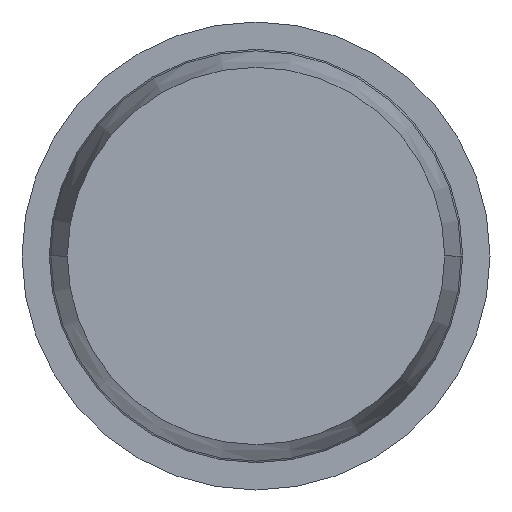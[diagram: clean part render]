
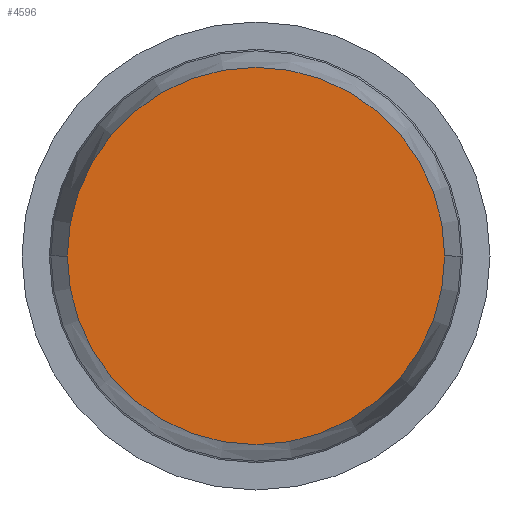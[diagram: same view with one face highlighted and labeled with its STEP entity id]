
A CAD part, front view. The second image highlights one B-rep face of the part: STEP entity #4596.
In plain terms, the highlighted planar face has unit normal (0, -1, 0).
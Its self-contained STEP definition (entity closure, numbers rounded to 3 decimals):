
#58 = EDGE_CURVE ( 'Defeature ausgef�hrt1_2+Defeature ausgef�hrt1_11+Defeature ausgef�hrt1_11+Defeature ausgef�hrt1_11', #3670, #4074, #1455, .T. ) ;
#326 = CARTESIAN_POINT ( 'NONE',  ( 0., -19., 0. ) ) ;
#976 = DIRECTION ( 'NONE',  ( 0., -1., 0. ) ) ;
#1083 = DIRECTION ( 'NONE',  ( 0., -1., 0. ) ) ;
#1105 = DIRECTION ( 'NONE',  ( 1., 0., 0. ) ) ;
#1393 = CARTESIAN_POINT ( 'NONE',  ( -1.209, -19., 0. ) ) ;
#1396 = AXIS2_PLACEMENT_3D ( 'NONE', #4880, #976, #4075 ) ;
#1455 = CIRCLE ( 'NONE', #1396, 1.209 ) ;
#1598 = ORIENTED_EDGE ( 'NONE', *, *, #1993, .T. ) ;
#1720 = AXIS2_PLACEMENT_3D ( 'NONE', #3839, #1856, #1105 ) ;
#1832 = DIRECTION ( 'NONE',  ( 1., 0., 0. ) ) ;
#1856 = DIRECTION ( 'NONE',  ( 0., -1., 0. ) ) ;
#1993 = EDGE_CURVE ( 'Defeature ausgef�hrt1_2+Defeature ausgef�hrt1_11+Defeature ausgef�hrt1_11+Defeature ausgef�hrt1_11', #4074, #3670, #4748, .T. ) ;
#2600 = PLANE ( 'NONE',  #1720 ) ;
#3439 = AXIS2_PLACEMENT_3D ( 'NONE', #326, #1083, #1832 ) ;
#3639 = FACE_OUTER_BOUND ( 'NONE', #4944, .T. ) ;
#3670 = VERTEX_POINT ( 'NONE', #4517 ) ;
#3770 = ORIENTED_EDGE ( 'NONE', *, *, #58, .T. ) ;
#3839 = CARTESIAN_POINT ( 'NONE',  ( 0., -19., 0. ) ) ;
#4074 = VERTEX_POINT ( 'NONE', #1393 ) ;
#4075 = DIRECTION ( 'NONE',  ( 1., 0., 0. ) ) ;
#4517 = CARTESIAN_POINT ( 'NONE',  ( 1.209, -19., 0. ) ) ;
#4596 = ADVANCED_FACE ( 'Defeature ausgef�hrt1_2', ( #3639 ), #2600, .T. ) ;
#4748 = CIRCLE ( 'NONE', #3439, 1.209 ) ;
#4880 = CARTESIAN_POINT ( 'NONE',  ( 0., -19., 0. ) ) ;
#4944 = EDGE_LOOP ( 'NONE', ( #1598, #3770 ) ) ;
